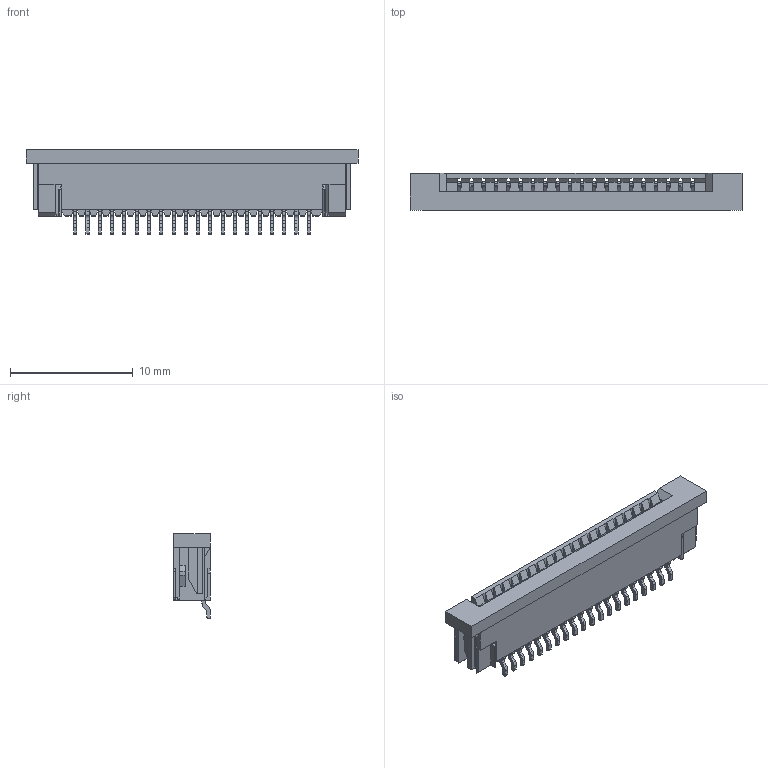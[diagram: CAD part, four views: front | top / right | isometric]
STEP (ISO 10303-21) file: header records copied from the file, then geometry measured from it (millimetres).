
FILE_DESCRIPTION(/* description */ ('STEP AP242','CAx-IF Rec.Pracs.---Representation and Presentation of Product Manufacturing Information (PMI)---4.0---2014-10-13','CAx-IF Rec.Pracs.---3D Tessellated Geometry---0.4---2014-09-14','2;1'),/* implementation_level */ '2;1');
FILE_NAME(/* name */ 'ZF1-20-02-TM-WT',/* time_stamp */ '2025-10-01T01:14:11+02:00',/* author */ ('License CC BY-ND 4.0'),/* organization */ ('CADENAS'),/* preprocessor_version */ 'ST-DEVELOPER v19.3',/* originating_system */ 'PARTsolutions',/* authorisation */ ' ');
FILE_SCHEMA (('INTEGRATED_CNC_SCHEMA','AP242_MANAGED_MODEL_BASED_3D_ENGINEERING_MIM_LF { 1 0 10303 442 1 1 4 }'));
Length unit declared in the file: inch
Products named in the file (6): ZF1-20-02-TM-WT; ZF1-20-02-WT_housing; ZF1-20-02-WT_wt; ZF1-20-02-WT_contact; ZF1-02_CS2; ZF1-02_cs
Assembly tree (5 placements, depth 2):
  ZF1-20-02-TM-WT
    ZF1-20-02-WT_housing
    ZF1-20-02-WT_wt
    ZF1-20-02-WT_contact
    ZF1-02_CS2
    ZF1-02_cs
Bounding box: 27.01 x 3.01 x 6.91 mm (x, y, z)
Volume: 270.5 mm3; surface area: 1316.7 mm2
Topology: 5 solids, 5 shells, 1304 faces, 3972 edges, 2564 vertices
Faces by surface type: plane 964, cylinder 340
Entity records: 44339 total; most frequent: ORIENTED_EDGE 7944, CARTESIAN_POINT 7846, DIRECTION 7386, EDGE_CURVE 3972, LINE 3178, VECTOR 3178, VERTEX_POINT 2564, AXIS2_PLACEMENT_3D 2104
